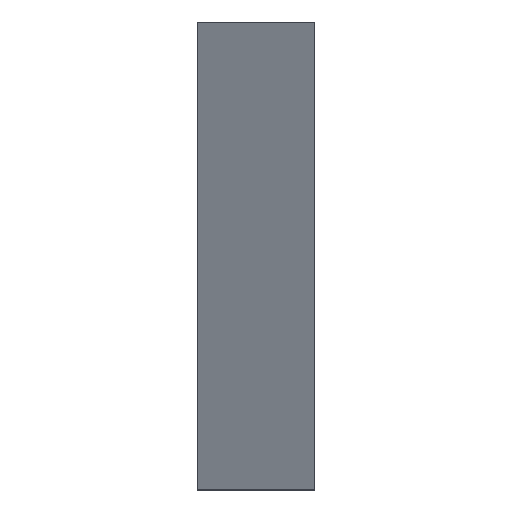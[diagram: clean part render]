
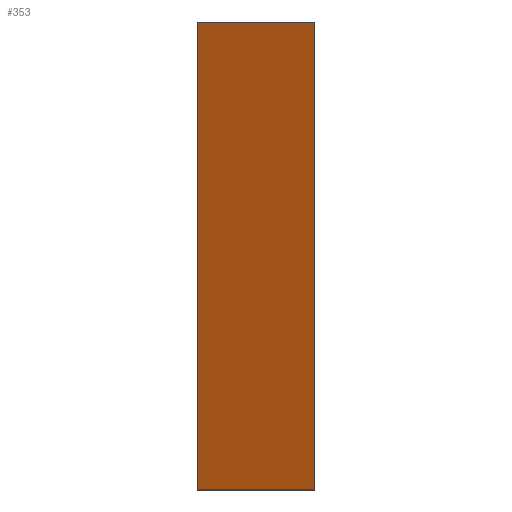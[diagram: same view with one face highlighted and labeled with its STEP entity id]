
A CAD part, left-side view. The second image highlights one B-rep face of the part: STEP entity #353.
In plain terms, the highlighted planar face has unit normal (-0.928, 0, -0.371).
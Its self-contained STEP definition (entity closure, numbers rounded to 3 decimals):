
#46 = AXIS2_PLACEMENT_3D ( 'NONE', #1169, #716, #2536 ) ;
#75 = VERTEX_POINT ( 'NONE', #1130 ) ;
#196 = LINE ( 'NONE', #1327, #2567 ) ;
#259 = ORIENTED_EDGE ( 'NONE', *, *, #970, .T. ) ;
#304 = LINE ( 'NONE', #849, #451 ) ;
#353 = ADVANCED_FACE ( 'NONE', ( #2714 ), #1411, .F. ) ;
#378 = CARTESIAN_POINT ( 'NONE',  ( 16., 10., -40. ) ) ;
#429 = EDGE_CURVE ( 'NONE', #2429, #2411, #2565, .T. ) ;
#451 = VECTOR ( 'NONE', #1290, 1000. ) ;
#591 = CARTESIAN_POINT ( 'NONE',  ( 0., 10., 0. ) ) ;
#689 = VERTEX_POINT ( 'NONE', #591 ) ;
#716 = DIRECTION ( 'NONE',  ( 0.928, 0., 0.371 ) ) ;
#849 = CARTESIAN_POINT ( 'NONE',  ( 0., 10., 0. ) ) ;
#970 = EDGE_CURVE ( 'NONE', #2411, #75, #196, .T. ) ;
#1130 = CARTESIAN_POINT ( 'NONE',  ( 0., 0., 0. ) ) ;
#1157 = DIRECTION ( 'NONE',  ( 0., -1., 0. ) ) ;
#1169 = CARTESIAN_POINT ( 'NONE',  ( 0., 10., 0. ) ) ;
#1290 = DIRECTION ( 'NONE',  ( 0., -1., 0. ) ) ;
#1300 = DIRECTION ( 'NONE',  ( -0.371, 0., 0.928 ) ) ;
#1327 = CARTESIAN_POINT ( 'NONE',  ( 0., 0., 0. ) ) ;
#1388 = CARTESIAN_POINT ( 'NONE',  ( 16., 10., -40. ) ) ;
#1411 = PLANE ( 'NONE',  #46 ) ;
#1513 = CARTESIAN_POINT ( 'NONE',  ( 0., 10., 0. ) ) ;
#1712 = EDGE_CURVE ( 'NONE', #689, #75, #304, .T. ) ;
#1760 = CARTESIAN_POINT ( 'NONE',  ( 16., 0., -40. ) ) ;
#1790 = EDGE_CURVE ( 'NONE', #2429, #689, #1935, .T. ) ;
#1792 = VECTOR ( 'NONE', #1300, 1000. ) ;
#1846 = ORIENTED_EDGE ( 'NONE', *, *, #1790, .F. ) ;
#1935 = LINE ( 'NONE', #1513, #1792 ) ;
#2019 = ORIENTED_EDGE ( 'NONE', *, *, #429, .T. ) ;
#2148 = EDGE_LOOP ( 'NONE', ( #259, #2226, #1846, #2019 ) ) ;
#2226 = ORIENTED_EDGE ( 'NONE', *, *, #1712, .F. ) ;
#2411 = VERTEX_POINT ( 'NONE', #1760 ) ;
#2429 = VERTEX_POINT ( 'NONE', #378 ) ;
#2441 = DIRECTION ( 'NONE',  ( -0.371, 0., 0.928 ) ) ;
#2489 = VECTOR ( 'NONE', #1157, 1000. ) ;
#2536 = DIRECTION ( 'NONE',  ( 0.371, 0., -0.928 ) ) ;
#2565 = LINE ( 'NONE', #1388, #2489 ) ;
#2567 = VECTOR ( 'NONE', #2441, 1000. ) ;
#2714 = FACE_OUTER_BOUND ( 'NONE', #2148, .T. ) ;
